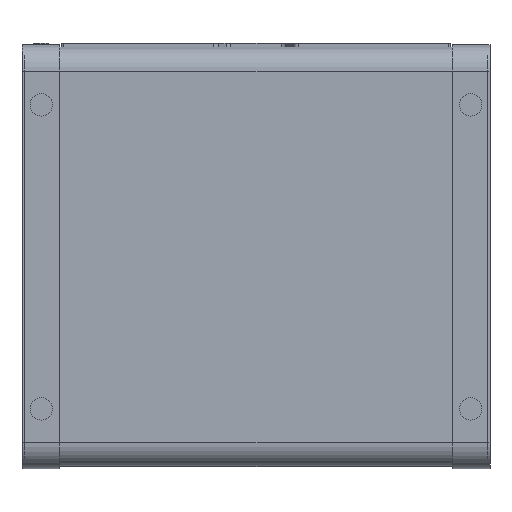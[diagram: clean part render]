
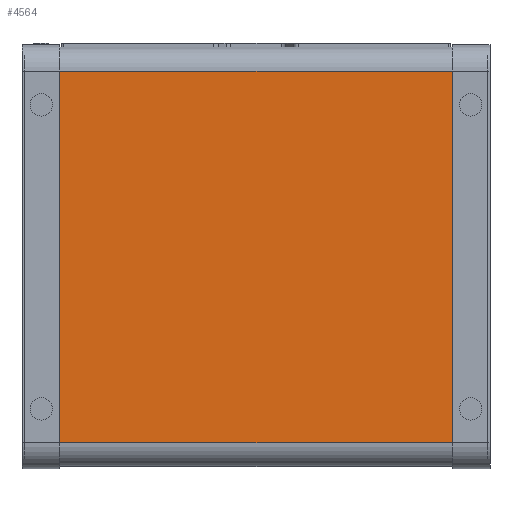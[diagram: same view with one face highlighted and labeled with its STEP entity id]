
A CAD part, front view. The second image highlights one B-rep face of the part: STEP entity #4564.
In plain terms, the highlighted planar face has unit normal (0, -1, 0).
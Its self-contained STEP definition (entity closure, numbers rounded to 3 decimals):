
#183 = ORIENTED_EDGE ( 'NONE', *, *, #1690, .T. ) ;
#471 = LINE ( 'NONE', #2761, #4610 ) ;
#902 = VERTEX_POINT ( 'NONE', #3824 ) ;
#917 = CARTESIAN_POINT ( 'NONE',  ( 1195.376, 2.75, 247.79 ) ) ;
#1047 = LINE ( 'NONE', #1826, #5051 ) ;
#1159 = DIRECTION ( 'NONE',  ( -1., 0., 0. ) ) ;
#1408 = CARTESIAN_POINT ( 'NONE',  ( -261.95, 2.75, -247.79 ) ) ;
#1527 = CARTESIAN_POINT ( 'NONE',  ( 261.95, 2.75, -247.79 ) ) ;
#1690 = EDGE_CURVE ( 'NONE', #4918, #3454, #1047, .T. ) ;
#1778 = AXIS2_PLACEMENT_3D ( 'NONE', #3352, #3782, #2530 ) ;
#1826 = CARTESIAN_POINT ( 'NONE',  ( 261.95, 2.75, 247.79 ) ) ;
#1873 = DIRECTION ( 'NONE',  ( 0., 0., 1. ) ) ;
#2273 = CARTESIAN_POINT ( 'NONE',  ( 261.95, 2.75, 247.79 ) ) ;
#2394 = VECTOR ( 'NONE', #5256, 1000. ) ;
#2530 = DIRECTION ( 'NONE',  ( 0., 0., 1. ) ) ;
#2611 = ORIENTED_EDGE ( 'NONE', *, *, #4372, .F. ) ;
#2705 = EDGE_CURVE ( 'NONE', #4918, #5049, #3828, .T. ) ;
#2761 = CARTESIAN_POINT ( 'NONE',  ( -261.95, 2.75, 247.79 ) ) ;
#3210 = LINE ( 'NONE', #917, #2394 ) ;
#3352 = CARTESIAN_POINT ( 'NONE',  ( 1195.376, 2.75, 247.79 ) ) ;
#3454 = VERTEX_POINT ( 'NONE', #2273 ) ;
#3782 = DIRECTION ( 'NONE',  ( 0., 1., 0. ) ) ;
#3824 = CARTESIAN_POINT ( 'NONE',  ( -261.95, 2.75, 247.79 ) ) ;
#3828 = LINE ( 'NONE', #4089, #5242 ) ;
#4089 = CARTESIAN_POINT ( 'NONE',  ( 1195.376, 2.75, -247.79 ) ) ;
#4193 = EDGE_CURVE ( 'NONE', #3454, #902, #3210, .T. ) ;
#4357 = DIRECTION ( 'NONE',  ( 0., 0., 1. ) ) ;
#4372 = EDGE_CURVE ( 'NONE', #5049, #902, #471, .T. ) ;
#4470 = FACE_OUTER_BOUND ( 'NONE', #5411, .T. ) ;
#4564 = ADVANCED_FACE ( 'NONE', ( #4470 ), #5534, .F. ) ;
#4610 = VECTOR ( 'NONE', #1873, 1000. ) ;
#4840 = ORIENTED_EDGE ( 'NONE', *, *, #4193, .T. ) ;
#4918 = VERTEX_POINT ( 'NONE', #1527 ) ;
#5049 = VERTEX_POINT ( 'NONE', #1408 ) ;
#5051 = VECTOR ( 'NONE', #4357, 1000. ) ;
#5121 = ORIENTED_EDGE ( 'NONE', *, *, #2705, .F. ) ;
#5242 = VECTOR ( 'NONE', #1159, 1000. ) ;
#5256 = DIRECTION ( 'NONE',  ( -1., 0., 0. ) ) ;
#5411 = EDGE_LOOP ( 'NONE', ( #183, #4840, #2611, #5121 ) ) ;
#5534 = PLANE ( 'NONE',  #1778 ) ;
